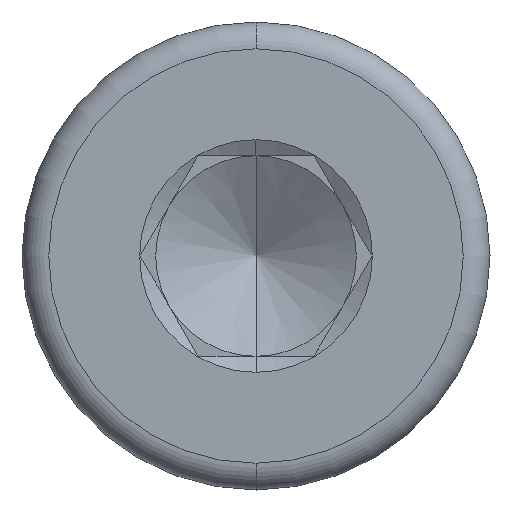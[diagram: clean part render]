
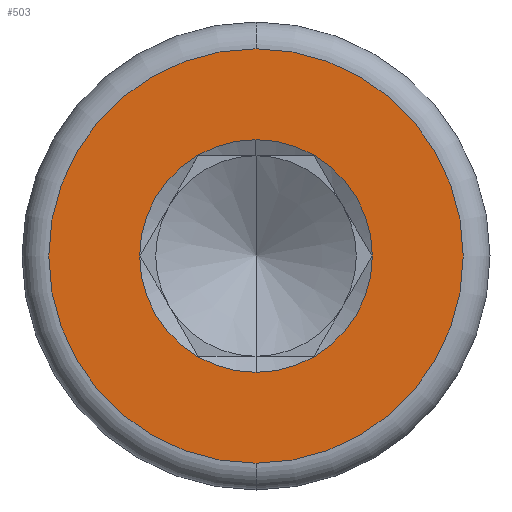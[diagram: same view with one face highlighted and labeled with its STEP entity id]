
A CAD part, left-side view. The second image highlights one B-rep face of the part: STEP entity #503.
In plain terms, the highlighted planar face has unit normal (-1, 0, 0).
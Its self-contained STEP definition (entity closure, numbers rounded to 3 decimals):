
#336=CARTESIAN_POINT('',(-4.,0.,3.1));
#337=VERTEX_POINT('',#336);
#345=CARTESIAN_POINT('',(-4.,-0.,-3.1));
#346=VERTEX_POINT('',#345);
#347=CARTESIAN_POINT('',(-4.,0.,0.));
#348=DIRECTION('',(1.,0.,-0.));
#349=DIRECTION('',(-0.,0.,-1.));
#350=AXIS2_PLACEMENT_3D('',#347,#348,#349);
#351=CIRCLE('',#350,3.1);
#352=EDGE_CURVE('',#337,#346,#351,.T.);
#423=CARTESIAN_POINT('',(-4.,0.,-1.74));
#424=VERTEX_POINT('',#423);
#431=CARTESIAN_POINT('',(-4.,0.,1.74));
#432=VERTEX_POINT('',#431);
#433=CARTESIAN_POINT('',(-4.,0.,0.));
#434=DIRECTION('',(-1.,0.,-0.));
#435=DIRECTION('',(0.,0.,-1.));
#436=AXIS2_PLACEMENT_3D('',#433,#434,#435);
#437=CIRCLE('',#436,1.74);
#438=EDGE_CURVE('',#424,#432,#437,.T.);
#478=CARTESIAN_POINT('',(-4.,0.,0.));
#479=DIRECTION('',(1.,0.,0.));
#480=DIRECTION('',(0.,0.,-1.));
#481=AXIS2_PLACEMENT_3D('',#478,#479,#480);
#482=PLANE('',#481);
#483=ORIENTED_EDGE('',*,*,#352,.F.);
#484=CARTESIAN_POINT('',(-4.,0.,0.));
#485=DIRECTION('',(1.,0.,-0.));
#486=DIRECTION('',(-0.,0.,-1.));
#487=AXIS2_PLACEMENT_3D('',#484,#485,#486);
#488=CIRCLE('',#487,3.1);
#489=EDGE_CURVE('',#346,#337,#488,.T.);
#490=ORIENTED_EDGE('',*,*,#489,.F.);
#491=EDGE_LOOP('',(#483,#490));
#492=FACE_BOUND('',#491,.T.);
#493=CARTESIAN_POINT('',(-4.,0.,0.));
#494=DIRECTION('',(-1.,0.,-0.));
#495=DIRECTION('',(0.,0.,-1.));
#496=AXIS2_PLACEMENT_3D('',#493,#494,#495);
#497=CIRCLE('',#496,1.74);
#498=EDGE_CURVE('',#432,#424,#497,.T.);
#499=ORIENTED_EDGE('',*,*,#498,.F.);
#500=ORIENTED_EDGE('',*,*,#438,.F.);
#501=EDGE_LOOP('',(#499,#500));
#502=FACE_BOUND('',#501,.T.);
#503=ADVANCED_FACE('',(#492,#502),#482,.F.);
